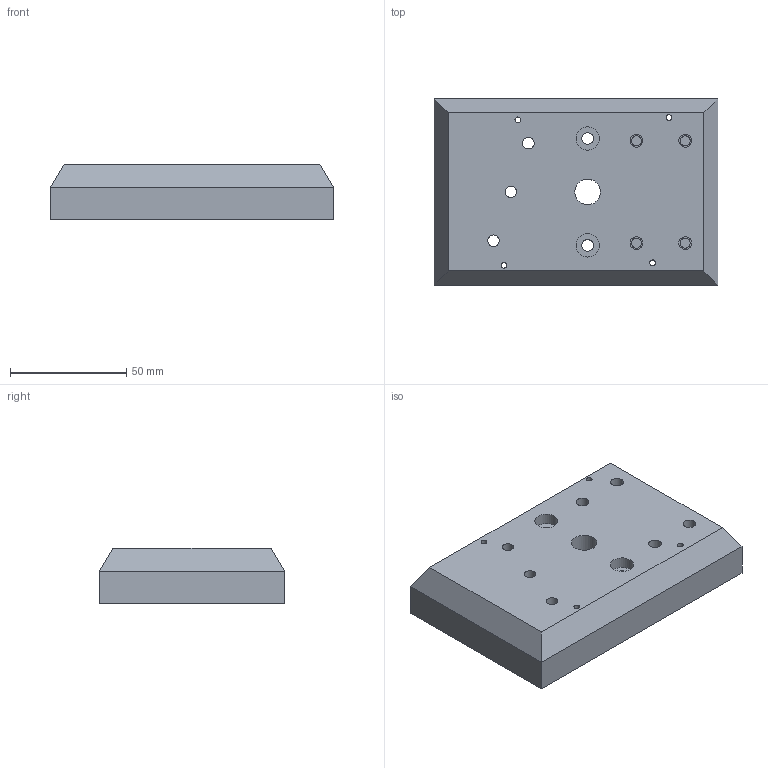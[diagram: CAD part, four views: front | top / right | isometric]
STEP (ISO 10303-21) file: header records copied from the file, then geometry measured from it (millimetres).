
FILE_DESCRIPTION(/* description */ (''),/* implementation_level */ '2;1');
FILE_NAME(/* name */ '01-01-WoodenBase v14.step',/* time_stamp */ '2024-01-20T10:38:42+01:00',/* author */ (''),/* organization */ (''),/* preprocessor_version */ 'ST-DEVELOPER v20',/* originating_system */ 'Autodesk Translation Framework v12.14.0.127',/* authorisation */ '');
FILE_SCHEMA (('AUTOMOTIVE_DESIGN { 1 0 10303 214 3 1 1 }'));
Length unit declared in the file: millimetre
Products named in the file (1): 01-01-WoodenBase
Bounding box: 122 x 80 x 24 mm (x, y, z)
Volume: 212558.2 mm3; surface area: 32978 mm2
Topology: 1 solids, 1 shells, 748 faces, 2050 edges, 1365 vertices
Faces by surface type: bspline 443, plane 282, cylinder 23
Full cylindrical faces by diameter (mm): 2.5 x4, 4.3 x4, 5 x5, 5.5 x4, 10 x4, 11 x1
Entity records: 27744 total; most frequent: CARTESIAN_POINT 11695, ORIENTED_EDGE 4100, EDGE_CURVE 2050, DIRECTION 1823, VERTEX_POINT 1365, LINE 1117, VECTOR 1117, B_SPLINE_CURVE_WITH_KNOTS 886
